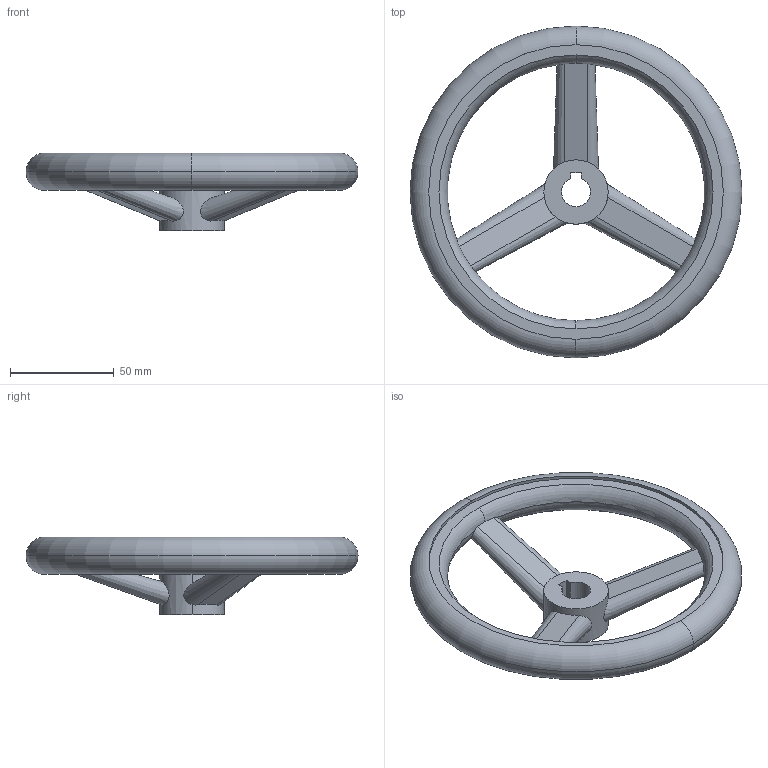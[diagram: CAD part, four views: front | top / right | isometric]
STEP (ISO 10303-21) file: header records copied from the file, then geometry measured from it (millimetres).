
FILE_DESCRIPTION(('STEP AP214'),'1');
FILE_NAME(' ',' ',('TraceParts'),('TraceParts S.A.'),'XStep 1.0',' ',' ');
FILE_SCHEMA(('automotive_design'));
Length unit declared in the file: millimetre
Products named in the file (1): 1
Bounding box: 160 x 160 x 37.5 mm (x, y, z)
Volume: 145624.1 mm3; surface area: 37113.1 mm2
Topology: 1 solids, 1 shells, 35 faces, 103 edges, 67 vertices
Faces by surface type: plane 13, torus 8, cylinder 8, cone 6
Entity records: 2646 total; most frequent: CARTESIAN_POINT 563, STYLED_ITEM 206, PRESENTATION_STYLE_ASSIGNMENT 206, COLOUR_RGB 206, ORIENTED_EDGE 206, DIRECTION 187, EDGE_CURVE 103, CURVE_STYLE 103
